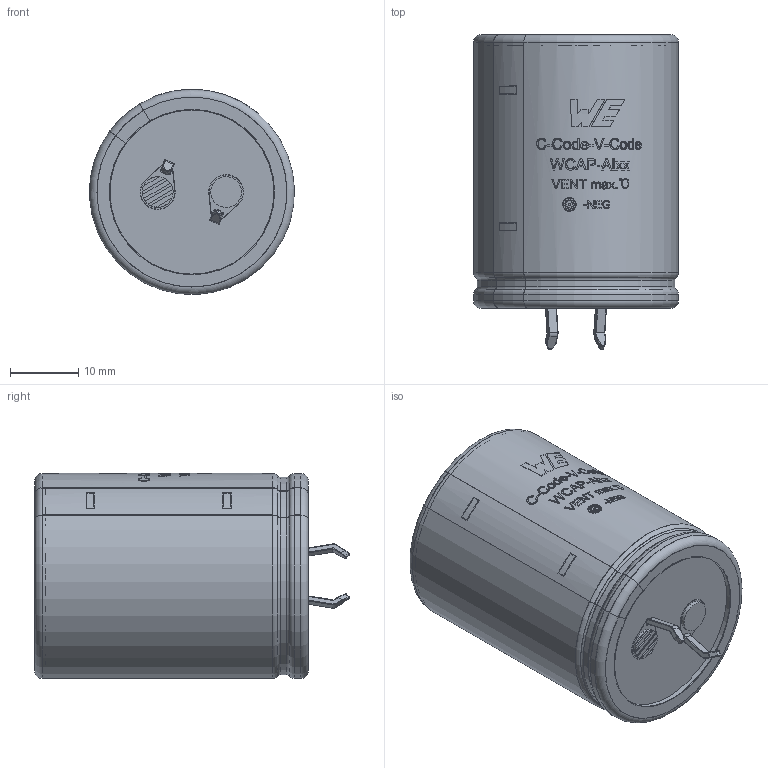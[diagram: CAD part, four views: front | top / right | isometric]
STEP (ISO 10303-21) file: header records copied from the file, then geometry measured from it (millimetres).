
FILE_DESCRIPTION(/* description */ ('Unknown'),/* implementation_level */ '2;1');
FILE_NAME(/* name */ '30x40',/* time_stamp */ '2025-03-27T15:19:32+08:00',/* author */ ('Unknown'),/* organization */ ('Unknown'),/* preprocessor_version */ 'ST-DEVELOPER v19.4',/* originating_system */ 'Solid Edge',/* authorisation */ 'Unknown');
FILE_SCHEMA (('TECHNICAL_DATA_PACKAGING','AUTOMOTIVE_DESIGN {1 0 10303 214 3 1 1}'));
Length unit declared in the file: millimetre
Products named in the file (4): 30x40; coat; Top Glue
Assembly tree (3 placements, depth 2):
  30x40
    30x40
    coat
    Top Glue
Bounding box: 29.97 x 46 x 29.99 mm (x, y, z)
Volume: 27628.8 mm3; surface area: 14894.3 mm2
Topology: 3 solids, 3 shells, 614 faces, 1531 edges, 998 vertices
Faces by surface type: plane 279, bspline 171, cylinder 128, torus 36
Full cylindrical faces by diameter (mm): 4.5 x2, 24 x2, 24.18 x1, 28 x1, 28.68 x2, 29.78 x4
Entity records: 30104 total; most frequent: CARTESIAN_POINT 12203, ORIENTED_EDGE 2980, DIRECTION 2386, EDGE_CURVE 1490, VERTEX_POINT 991, AXIS2_PLACEMENT_3D 866, EDGE_LOOP 725, FACE_BOUND 725
